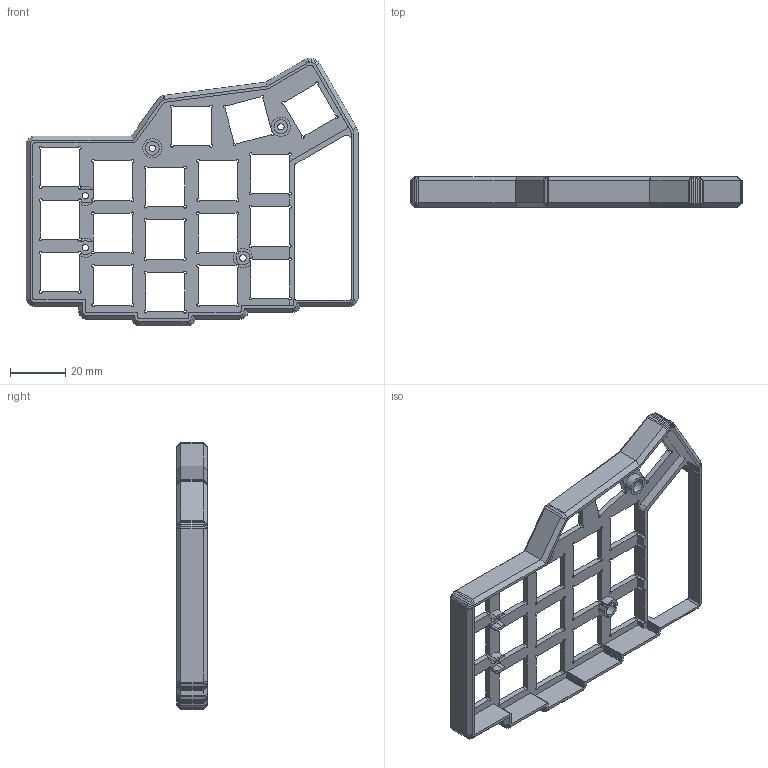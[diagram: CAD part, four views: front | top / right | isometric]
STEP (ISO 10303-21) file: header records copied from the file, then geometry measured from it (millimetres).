
FILE_DESCRIPTION(/* description */ (''),/* implementation_level */ '2;1');
FILE_NAME(/* name */ 'unicorne-cherry-3x5-left-cnc.step',/* time_stamp */ '2023-11-13T22:26:03+08:00',/* author */ (''),/* organization */ (''),/* preprocessor_version */ 'ST-DEVELOPER v20',/* originating_system */ 'Autodesk Translation Framework v12.14.0.127',/* authorisation */ '');
FILE_SCHEMA (('AUTOMOTIVE_DESIGN { 1 0 10303 214 3 1 1 }'));
Length unit declared in the file: millimetre
Products named in the file (1): unicorne-cherry-3x5-CR2-25T-AL
Bounding box: 120.15 x 11 x 96.8 mm (x, y, z)
Volume: 16131.5 mm3; surface area: 18548.5 mm2
Topology: 1 solids, 1 shells, 556 faces, 1519 edges, 962 vertices
Faces by surface type: plane 450, cylinder 103, cone 3
Full cylindrical faces by diameter (mm): 2.3 x5, 5 x2, 7 x2
Entity records: 17361 total; most frequent: CARTESIAN_POINT 3040, ORIENTED_EDGE 3038, DIRECTION 2862, EDGE_CURVE 1519, LINE 1288, VECTOR 1288, VERTEX_POINT 962, AXIS2_PLACEMENT_3D 787
